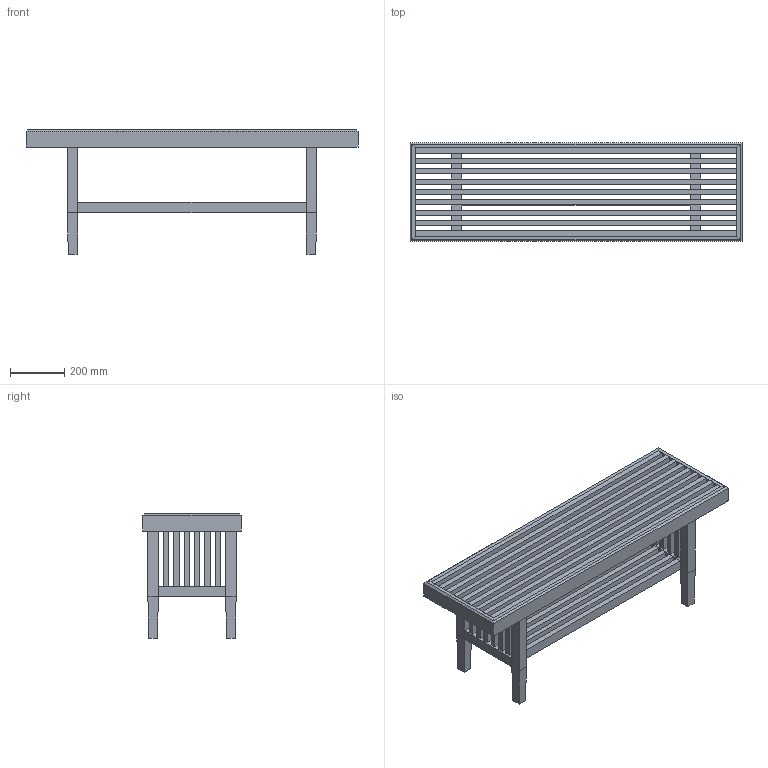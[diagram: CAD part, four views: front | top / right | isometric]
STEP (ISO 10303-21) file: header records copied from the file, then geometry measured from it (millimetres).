
FILE_DESCRIPTION(/* description */ (''),/* implementation_level */ '2;1');
FILE_NAME(/* name */ 'Porch Bench v19.step',/* time_stamp */ '2023-05-14T10:17:27-07:00',/* author */ (''),/* organization */ (''),/* preprocessor_version */ 'ST-DEVELOPER v19.2',/* originating_system */ 'Autodesk Translation Framework v12.4.0.73',/* authorisation */ '');
FILE_SCHEMA (('AUTOMOTIVE_DESIGN { 1 0 10303 214 3 1 1 }'));
Length unit declared in the file: inch
Products named in the file (12): Porch Bench; Porch Bench_1; Seat Slat; Leg; Leg Dowel; Shelf Slat; Shelf Rail; Seat Rail; Seat Trim Long; Seat Trim Short; Side Slat; Side Slat Dowels
Assembly tree (11 placements, depth 4):
  Porch Bench
    Porch Bench_1
      Seat Slat
      Leg
        Leg Dowel
      Shelf Slat
      Shelf Rail
      Seat Rail
    Seat Trim Long
    Seat Trim Short
    Side Slat
      Side Slat Dowels
Bounding box: 1219.2 x 361.95 x 457.2 mm (x, y, z)
Volume: 20495462.9 mm3; surface area: 3206182.3 mm2
Topology: 120 solids, 120 shells, 916 faces, 1580 edges, 964 vertices
Faces by surface type: plane 628, cylinder 288
Full cylindrical faces by diameter (mm): 6.35 x68, 9.525 x92
Entity records: 21818 total; most frequent: DIRECTION 4034, CARTESIAN_POINT 3483, ORIENTED_EDGE 3160, EDGE_CURVE 1580, AXIS2_PLACEMENT_3D 1515, EDGE_LOOP 1018, LINE 1004, VECTOR 1004
